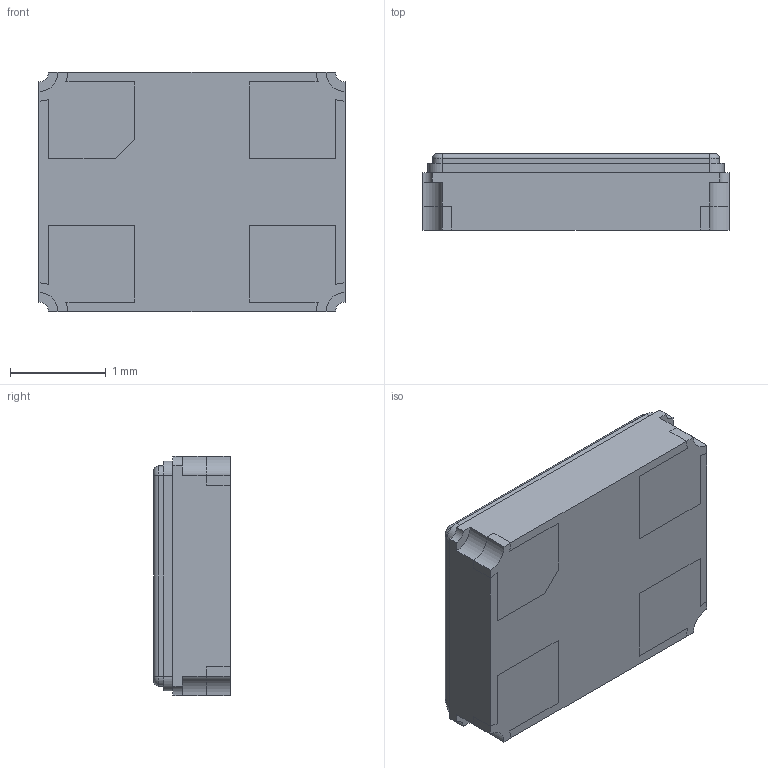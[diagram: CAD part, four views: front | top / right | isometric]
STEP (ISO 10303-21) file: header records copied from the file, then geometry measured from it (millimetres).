
FILE_DESCRIPTION (( 'STEP AP214' ), '1' );
FILE_NAME ('ECS-120-8-33B2-CTN-TR3.STEP', '2024-10-31T23:28:05', ( '' ), ( '' ), 'SwSTEP 2.0', 'SolidWorks 2021', '' );
FILE_SCHEMA (( 'AUTOMOTIVE_DESIGN' ));
Length unit declared in the file: millimetre
Products named in the file (1): ECS-120-8-33B2-CTN-TR3
Bounding box: 3.2 x 0.8 x 2.5 mm (x, y, z)
Volume: 6.2 mm3; surface area: 53.7 mm2
Topology: 7 solids, 7 shells, 128 faces, 334 edges, 220 vertices
Faces by surface type: plane 80, cylinder 44, torus 4
Entity records: 4018 total; most frequent: DIRECTION 684, CARTESIAN_POINT 683, ORIENTED_EDGE 668, EDGE_CURVE 334, LINE 242, VECTOR 242, AXIS2_PLACEMENT_3D 221, VERTEX_POINT 220
